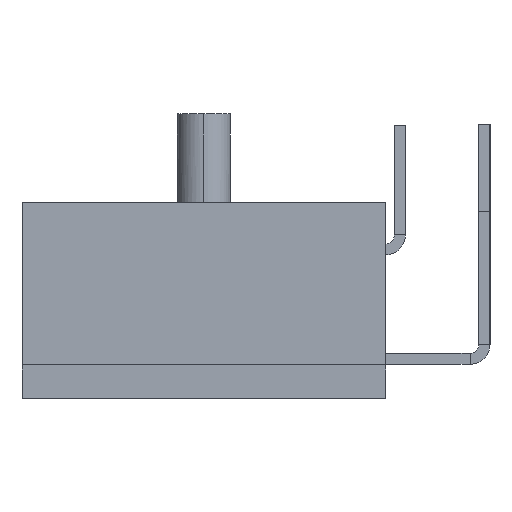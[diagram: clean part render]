
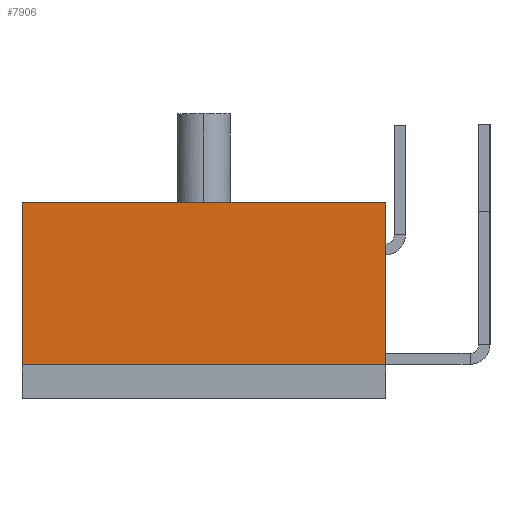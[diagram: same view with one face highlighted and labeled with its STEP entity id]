
A CAD part, left-side view. The second image highlights one B-rep face of the part: STEP entity #7906.
In plain terms, the highlighted planar face has unit normal (-1, 0, 0).
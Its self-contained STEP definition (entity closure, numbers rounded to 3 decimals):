
#646=DIRECTION('',(0.,0.,-1.));
#647=VECTOR('',#646,7.33);
#648=CARTESIAN_POINT('',(-43.41,0.,4.58));
#649=LINE('12507',#648,#647);
#650=DIRECTION('',(0.,0.,-1.));
#651=VECTOR('',#650,7.33);
#652=CARTESIAN_POINT('',(-43.41,16.4,4.58));
#653=LINE('12506',#652,#651);
#778=DIRECTION('',(0.,-1.,0.));
#779=VECTOR('',#778,16.4);
#780=CARTESIAN_POINT('',(-43.41,16.4,-2.75));
#781=LINE('12508',#780,#779);
#798=DIRECTION('',(0.,1.,0.));
#799=VECTOR('',#798,16.4);
#800=CARTESIAN_POINT('',(-43.41,0.,4.58));
#801=LINE('12583',#800,#799);
#5682=CARTESIAN_POINT('',(-43.41,0.,-2.75));
#5683=VERTEX_POINT('',#5682);
#5684=CARTESIAN_POINT('',(-43.41,16.4,4.58));
#5685=CARTESIAN_POINT('',(-43.41,16.4,-2.75));
#5686=VERTEX_POINT('',#5684);
#5687=VERTEX_POINT('',#5685);
#5688=CARTESIAN_POINT('',(-43.41,0.,4.58));
#5689=VERTEX_POINT('',#5688);
#7892=CARTESIAN_POINT('',(-43.41,8.2,0.915));
#7893=DIRECTION('',(1.,0.,0.));
#7894=DIRECTION('',(0.,0.,1.));
#7895=AXIS2_PLACEMENT_3D('',#7892,#7893,#7894);
#7896=PLANE('16116',#7895);
#7898=ORIENTED_EDGE('12506',*,*,#7897,.F.);
#7900=ORIENTED_EDGE('12583',*,*,#7899,.F.);
#7901=ORIENTED_EDGE('12507',*,*,#7546,.T.);
#7903=ORIENTED_EDGE('12508',*,*,#7902,.F.);
#7904=EDGE_LOOP('16116',(#7898,#7900,#7901,#7903));
#7905=FACE_OUTER_BOUND('16116',#7904,.F.);
#7906=ADVANCED_FACE('16116',(#7905),#7896,.F.);
#7546=EDGE_CURVE('12507',#5689,#5683,#649,.T.);
#7897=EDGE_CURVE('12506',#5686,#5687,#653,.T.);
#7899=EDGE_CURVE('12583',#5689,#5686,#801,.T.);
#7902=EDGE_CURVE('12508',#5687,#5683,#781,.T.);
